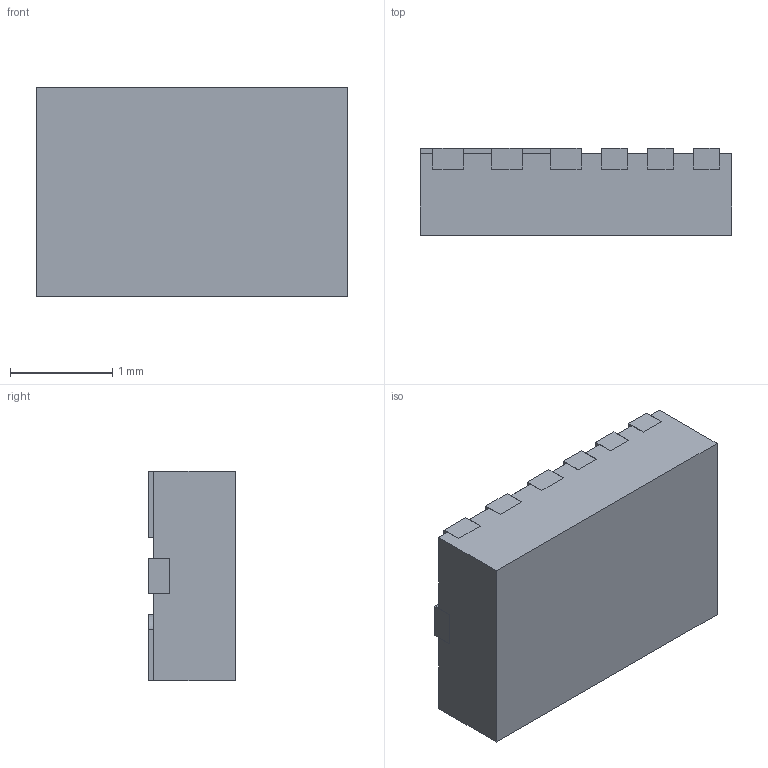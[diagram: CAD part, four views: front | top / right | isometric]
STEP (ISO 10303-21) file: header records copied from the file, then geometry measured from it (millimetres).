
FILE_DESCRIPTION (( 'STEP AP214' ), '1' );
FILE_NAME ('AP63356DV-7.STEP', '2024-02-09T09:18:04', ( '' ), ( '' ), 'SwSTEP 2.0', 'SolidWorks 2021', '' );
FILE_SCHEMA (( 'AUTOMOTIVE_DESIGN' ));
Length unit declared in the file: millimetre
Products named in the file (1): AP63356DV-7
Bounding box: 3.05 x 0.85 x 2.05 mm (x, y, z)
Volume: 5.2 mm3; surface area: 33.1 mm2
Topology: 10 solids, 10 shells, 130 faces, 330 edges, 220 vertices
Faces by surface type: plane 128, cylinder 2
Entity records: 4734 total; most frequent: CARTESIAN_POINT 681, ORIENTED_EDGE 660, DIRECTION 596, EDGE_CURVE 330, VECTOR 326, LINE 326, VERTEX_POINT 220, AXIS2_PLACEMENT_3D 135
